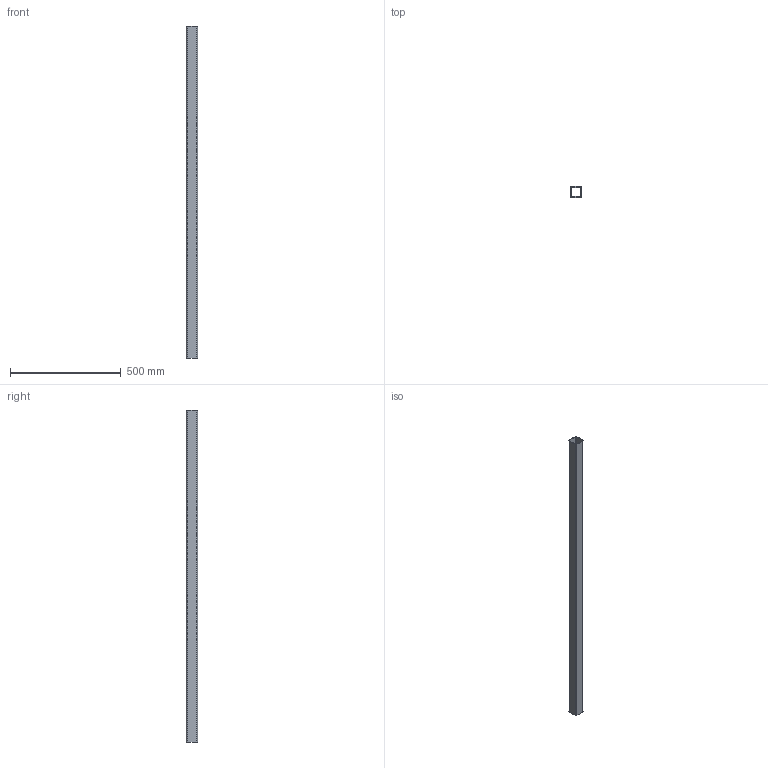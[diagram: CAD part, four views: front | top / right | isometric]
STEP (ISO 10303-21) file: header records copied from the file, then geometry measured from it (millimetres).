
FILE_DESCRIPTION((''),'2;1');
FILE_NAME('NSYCMT5005-A_ASM','2021-12-09T14:58:19',('SESA6369'),('Schneider-Electric'),'CREO PARAMETRIC BY PTC INC, 2019471','CREO PARAMETRIC BY PTC INC, 2019471','');
FILE_SCHEMA(('AP242_MANAGED_MODEL_BASED_3D_ENGINEERING_MIM_LF { 1 0 10303 442 1 1 4 }'));
Length unit declared in the file: millimetre
Products named in the file (2): NSYCMT5015; NSYCMT5005-A_ASM
Assembly tree (1 placements, depth 2):
  NSYCMT5005-A_ASM
    NSYCMT5015
Bounding box: 50 x 50 x 1500 mm (x, y, z)
Volume: 1062796.4 mm3; surface area: 532815.3 mm2
Topology: 1 solids, 1 shells, 18 faces, 48 edges, 32 vertices
Faces by surface type: plane 10, cylinder 8
Entity records: 1192 total; most frequent: DIRECTION 114, CARTESIAN_POINT 110, ORIENTED_EDGE 96, COLOUR_RGB 69, PROPERTY_DEFINITION 56, REPRESENTATION 55, PROPERTY_DEFINITION_REPRESENTATION 55, PRESENTATION_STYLE_ASSIGNMENT 52
